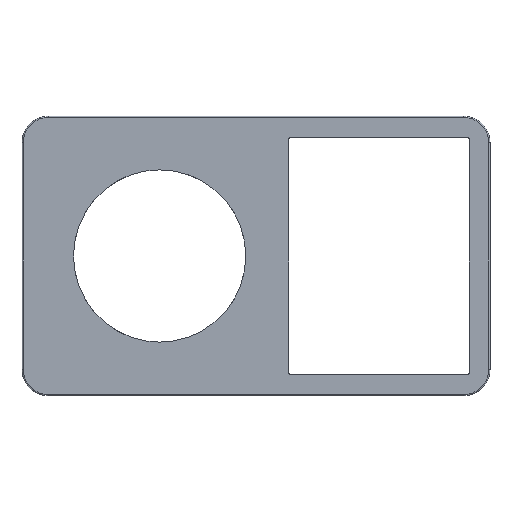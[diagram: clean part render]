
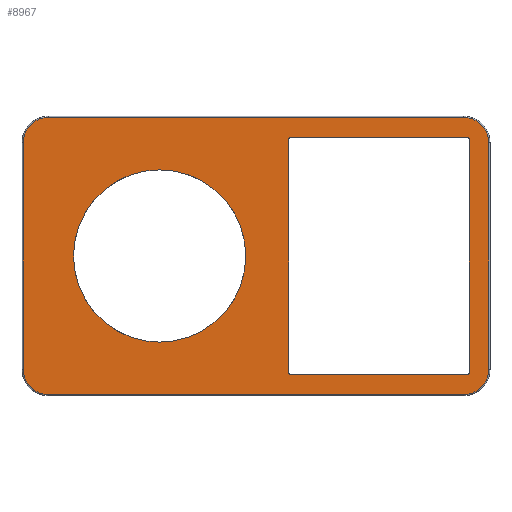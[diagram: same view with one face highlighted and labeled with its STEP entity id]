
A CAD part, top view. The second image highlights one B-rep face of the part: STEP entity #8967.
In plain terms, the highlighted planar face has unit normal (0, 0, 1).
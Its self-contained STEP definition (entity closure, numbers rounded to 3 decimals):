
#67=FACE_BOUND('',#1391,.T.);
#68=FACE_BOUND('',#1392,.T.);
#105=CIRCLE('',#9383,19.05);
#187=CIRCLE('',#9508,5.588);
#188=CIRCLE('',#9509,5.588);
#189=CIRCLE('',#9510,5.588);
#190=CIRCLE('',#9511,5.588);
#191=CIRCLE('',#9512,0.5);
#192=CIRCLE('',#9513,0.5);
#193=CIRCLE('',#9514,0.5);
#194=CIRCLE('',#9515,0.5);
#423=PLANE('',#9507);
#856=FACE_OUTER_BOUND('',#1390,.T.);
#1390=EDGE_LOOP('',(#7427,#7428,#7429,#7430,#7431,#7432,#7433,#7434));
#1391=EDGE_LOOP('',(#7435,#7436,#7437,#7438,#7439,#7440,#7441,#7442));
#1392=EDGE_LOOP('',(#7443));
#2366=LINE('',#14629,#3393);
#2367=LINE('',#14633,#3394);
#2368=LINE('',#14637,#3395);
#2369=LINE('',#14641,#3396);
#2370=LINE('',#14645,#3397);
#2371=LINE('',#14649,#3398);
#2372=LINE('',#14653,#3399);
#2373=LINE('',#14657,#3400);
#3393=VECTOR('',#10958,1000.);
#3394=VECTOR('',#10961,1000.);
#3395=VECTOR('',#10964,1000.);
#3396=VECTOR('',#10967,1000.);
#3397=VECTOR('',#10970,1000.);
#3398=VECTOR('',#10973,1000.);
#3399=VECTOR('',#10976,1000.);
#3400=VECTOR('',#10979,1000.);
#4174=VERTEX_POINT('',#13820);
#4523=VERTEX_POINT('',#14627);
#4524=VERTEX_POINT('',#14628);
#4525=VERTEX_POINT('',#14630);
#4526=VERTEX_POINT('',#14632);
#4527=VERTEX_POINT('',#14634);
#4528=VERTEX_POINT('',#14636);
#4529=VERTEX_POINT('',#14638);
#4530=VERTEX_POINT('',#14640);
#4531=VERTEX_POINT('',#14643);
#4532=VERTEX_POINT('',#14644);
#4533=VERTEX_POINT('',#14646);
#4534=VERTEX_POINT('',#14648);
#4535=VERTEX_POINT('',#14650);
#4536=VERTEX_POINT('',#14652);
#4537=VERTEX_POINT('',#14654);
#4538=VERTEX_POINT('',#14656);
#5196=EDGE_CURVE('',#4174,#4174,#105,.T.);
#5610=EDGE_CURVE('',#4523,#4524,#2366,.T.);
#5611=EDGE_CURVE('',#4524,#4525,#187,.T.);
#5612=EDGE_CURVE('',#4525,#4526,#2367,.T.);
#5613=EDGE_CURVE('',#4526,#4527,#188,.T.);
#5614=EDGE_CURVE('',#4527,#4528,#2368,.T.);
#5615=EDGE_CURVE('',#4528,#4529,#189,.T.);
#5616=EDGE_CURVE('',#4529,#4530,#2369,.T.);
#5617=EDGE_CURVE('',#4530,#4523,#190,.T.);
#5618=EDGE_CURVE('',#4531,#4532,#2370,.T.);
#5619=EDGE_CURVE('',#4532,#4533,#191,.T.);
#5620=EDGE_CURVE('',#4533,#4534,#2371,.T.);
#5621=EDGE_CURVE('',#4534,#4535,#192,.T.);
#5622=EDGE_CURVE('',#4535,#4536,#2372,.T.);
#5623=EDGE_CURVE('',#4536,#4537,#193,.T.);
#5624=EDGE_CURVE('',#4537,#4538,#2373,.T.);
#5625=EDGE_CURVE('',#4538,#4531,#194,.T.);
#7427=ORIENTED_EDGE('',*,*,#5610,.T.);
#7428=ORIENTED_EDGE('',*,*,#5611,.T.);
#7429=ORIENTED_EDGE('',*,*,#5612,.T.);
#7430=ORIENTED_EDGE('',*,*,#5613,.T.);
#7431=ORIENTED_EDGE('',*,*,#5614,.T.);
#7432=ORIENTED_EDGE('',*,*,#5615,.T.);
#7433=ORIENTED_EDGE('',*,*,#5616,.T.);
#7434=ORIENTED_EDGE('',*,*,#5617,.T.);
#7435=ORIENTED_EDGE('',*,*,#5618,.T.);
#7436=ORIENTED_EDGE('',*,*,#5619,.T.);
#7437=ORIENTED_EDGE('',*,*,#5620,.T.);
#7438=ORIENTED_EDGE('',*,*,#5621,.T.);
#7439=ORIENTED_EDGE('',*,*,#5622,.T.);
#7440=ORIENTED_EDGE('',*,*,#5623,.T.);
#7441=ORIENTED_EDGE('',*,*,#5624,.T.);
#7442=ORIENTED_EDGE('',*,*,#5625,.T.);
#7443=ORIENTED_EDGE('',*,*,#5196,.T.);
#8967=ADVANCED_FACE('',(#856,#67,#68),#423,.T.);
#9383=AXIS2_PLACEMENT_3D('',#13822,#10376,#10377);
#9507=AXIS2_PLACEMENT_3D('',#14626,#10956,#10957);
#9508=AXIS2_PLACEMENT_3D('',#14631,#10959,#10960);
#9509=AXIS2_PLACEMENT_3D('',#14635,#10962,#10963);
#9510=AXIS2_PLACEMENT_3D('',#14639,#10965,#10966);
#9511=AXIS2_PLACEMENT_3D('',#14642,#10968,#10969);
#9512=AXIS2_PLACEMENT_3D('',#14647,#10971,#10972);
#9513=AXIS2_PLACEMENT_3D('',#14651,#10974,#10975);
#9514=AXIS2_PLACEMENT_3D('',#14655,#10977,#10978);
#9515=AXIS2_PLACEMENT_3D('',#14658,#10980,#10981);
#10376=DIRECTION('center_axis',(0.,0.,-1.));
#10377=DIRECTION('ref_axis',(0.,1.,0.));
#10956=DIRECTION('center_axis',(0.,0.,1.));
#10957=DIRECTION('ref_axis',(0.,-1.,0.));
#10958=DIRECTION('',(-1.,0.,0.));
#10959=DIRECTION('center_axis',(0.,0.,1.));
#10960=DIRECTION('ref_axis',(0.,-1.,0.));
#10961=DIRECTION('',(0.,-1.,0.));
#10962=DIRECTION('center_axis',(0.,0.,1.));
#10963=DIRECTION('ref_axis',(0.,-1.,0.));
#10964=DIRECTION('',(1.,0.,0.));
#10965=DIRECTION('center_axis',(0.,0.,1.));
#10966=DIRECTION('ref_axis',(0.,-1.,0.));
#10967=DIRECTION('',(0.,1.,0.));
#10968=DIRECTION('center_axis',(0.,0.,1.));
#10969=DIRECTION('ref_axis',(0.,-1.,0.));
#10970=DIRECTION('',(-1.,0.,0.));
#10971=DIRECTION('center_axis',(0.,0.,-1.));
#10972=DIRECTION('ref_axis',(0.,-1.,0.));
#10973=DIRECTION('',(0.,1.,0.));
#10974=DIRECTION('center_axis',(0.,0.,-1.));
#10975=DIRECTION('ref_axis',(0.,-1.,0.));
#10976=DIRECTION('',(1.,0.,0.));
#10977=DIRECTION('center_axis',(0.,0.,-1.));
#10978=DIRECTION('ref_axis',(0.,-1.,0.));
#10979=DIRECTION('',(0.,-1.,0.));
#10980=DIRECTION('center_axis',(0.,0.,-1.));
#10981=DIRECTION('ref_axis',(0.,-1.,0.));
#13820=CARTESIAN_POINT('',(30.44,49.95,-30.9));
#13822=CARTESIAN_POINT('Origin',(30.44,30.9,-30.9));
#14626=CARTESIAN_POINT('Origin',(0.,30.9,-30.9));
#14627=CARTESIAN_POINT('',(97.658,61.546,-30.9));
#14628=CARTESIAN_POINT('',(5.842,61.546,-30.9));
#14629=CARTESIAN_POINT('',(5.842,61.546,-30.9));
#14630=CARTESIAN_POINT('',(0.254,55.958,-30.9));
#14631=CARTESIAN_POINT('Origin',(5.842,55.958,-30.9));
#14632=CARTESIAN_POINT('',(0.254,5.842,-30.9));
#14633=CARTESIAN_POINT('',(0.254,30.9,-30.9));
#14634=CARTESIAN_POINT('',(5.842,0.254,-30.9));
#14635=CARTESIAN_POINT('Origin',(5.842,5.842,-30.9));
#14636=CARTESIAN_POINT('',(97.658,0.254,-30.9));
#14637=CARTESIAN_POINT('',(0.,0.254,-30.9));
#14638=CARTESIAN_POINT('',(103.246,5.842,-30.9));
#14639=CARTESIAN_POINT('Origin',(97.658,5.842,-30.9));
#14640=CARTESIAN_POINT('',(103.246,55.958,-30.9));
#14641=CARTESIAN_POINT('',(103.246,55.958,-30.9));
#14642=CARTESIAN_POINT('Origin',(97.658,55.958,-30.9));
#14643=CARTESIAN_POINT('',(98.41,4.69,-30.9));
#14644=CARTESIAN_POINT('',(59.47,4.69,-30.9));
#14645=CARTESIAN_POINT('',(98.91,4.69,-30.9));
#14646=CARTESIAN_POINT('',(58.97,5.19,-30.9));
#14647=CARTESIAN_POINT('Origin',(59.47,5.19,-30.9));
#14648=CARTESIAN_POINT('',(58.97,56.61,-30.9));
#14649=CARTESIAN_POINT('',(58.97,4.69,-30.9));
#14650=CARTESIAN_POINT('',(59.47,57.11,-30.9));
#14651=CARTESIAN_POINT('Origin',(59.47,56.61,-30.9));
#14652=CARTESIAN_POINT('',(98.41,57.11,-30.9));
#14653=CARTESIAN_POINT('',(98.91,57.11,-30.9));
#14654=CARTESIAN_POINT('',(98.91,56.61,-30.9));
#14655=CARTESIAN_POINT('Origin',(98.41,56.61,-30.9));
#14656=CARTESIAN_POINT('',(98.91,5.19,-30.9));
#14657=CARTESIAN_POINT('',(98.91,4.69,-30.9));
#14658=CARTESIAN_POINT('Origin',(98.41,5.19,-30.9));
